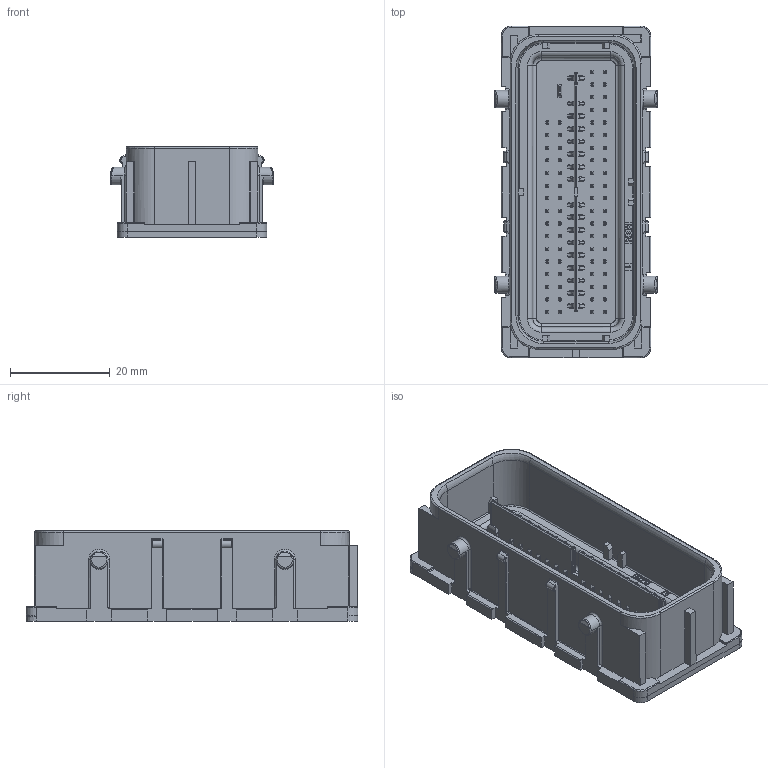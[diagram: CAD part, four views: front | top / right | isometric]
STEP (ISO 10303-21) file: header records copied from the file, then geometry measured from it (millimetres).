
FILE_DESCRIPTION(/* description */ (''),/* implementation_level */ '2;1');
FILE_NAME(/* name */ 'KeyB_Gray.stp',/* time_stamp */ '2016-03-30T15:51:25-04:00',/* author */ (''),/* organization */ (''),/* preprocessor_version */ 'ST-DEVELOPER v15',/* originating_system */ 'SIEMENS PLM Software NX 8.5',/* authorisation */ '');
FILE_SCHEMA (('CONFIG_CONTROL_DESIGN'));
Products named in the file (1): KeyB_Gray
Bounding box: 32.68 x 66.68 x 18.25 mm (x, y, z)
Volume: 10476.4 mm3; surface area: 12699.8 mm2
Topology: 1 solids, 1 shells, 3218 faces, 8424 edges, 5290 vertices
Faces by surface type: bspline 1064, plane 1026, cylinder 822, cone 288, torus 16, extrusion 2
Entity records: 188104 total; most frequent: CARTESIAN_POINT 121155, ORIENTED_EDGE 16848, DIRECTION 8754, EDGE_CURVE 8424, VERTEX_POINT 5290, B_SPLINE_CURVE_WITH_KNOTS 4446, VECTOR 3464, LINE 3462
